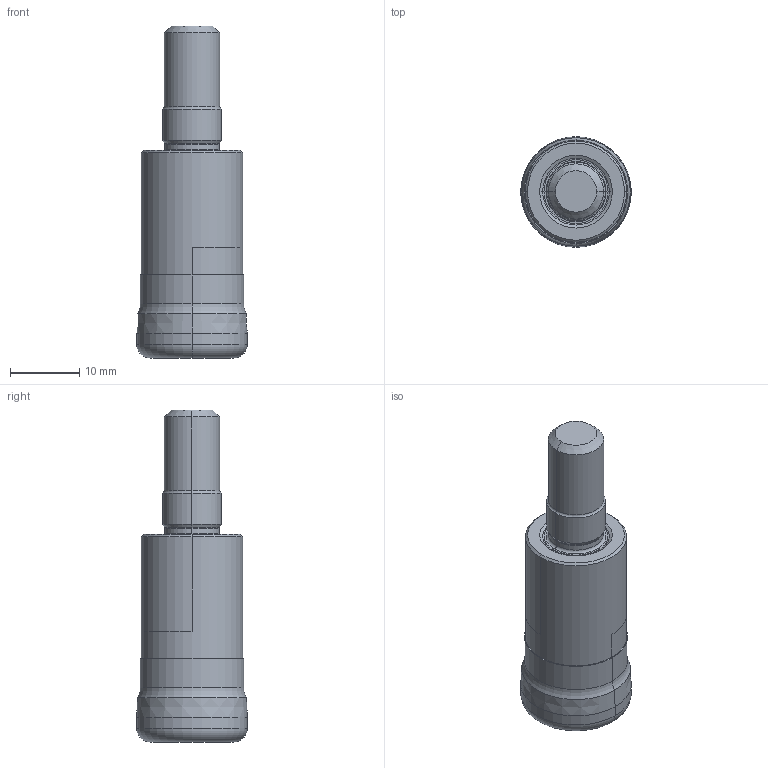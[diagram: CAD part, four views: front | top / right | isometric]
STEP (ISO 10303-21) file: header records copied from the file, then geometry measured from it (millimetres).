
FILE_DESCRIPTION(/* description */ (''),/* implementation_level */ '2;1');
FILE_NAME(/* name */ 'SRFHU10AM0830_IR0_0787.stp',/* time_stamp */ '2023-03-10T14:02:55+09:00',/* author */ (''),/* organization */ (''),/* preprocessor_version */ 'ST-DEVELOPER v16',/* originating_system */ 'SIEMENS PLM Software NX 10.0',/* authorisation */ '');
FILE_SCHEMA (('AUTOMOTIVE_DESIGN { 1 0 10303 214 3 1 1 1 }'));
Length unit declared in the file: millimetre
Products named in the file (1): SRFHU10AM0830_IR0_0787_ASM
Bounding box: 16 x 16 x 48 mm (x, y, z)
Volume: 6155 mm3; surface area: 2595.4 mm2
Topology: 2 solids, 2 shells, 43 faces, 105 edges, 78 vertices
Faces by surface type: cylinder 12, torus 12, cone 12, plane 7
Entity records: 1393 total; most frequent: DIRECTION 275, CARTESIAN_POINT 214, ORIENTED_EDGE 188, AXIS2_PLACEMENT_3D 121, EDGE_CURVE 94, CIRCLE 70, VERTEX_POINT 59, EDGE_LOOP 47
